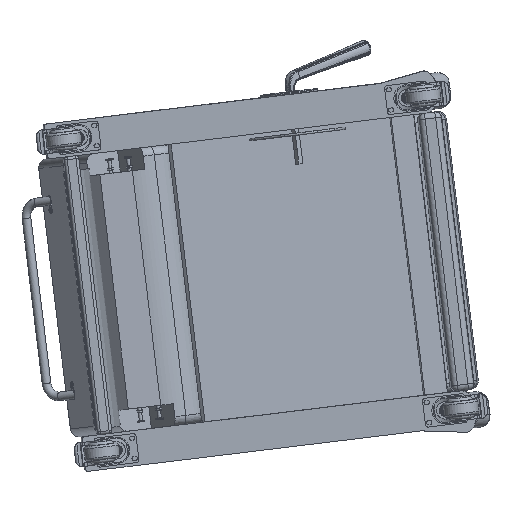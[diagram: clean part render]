
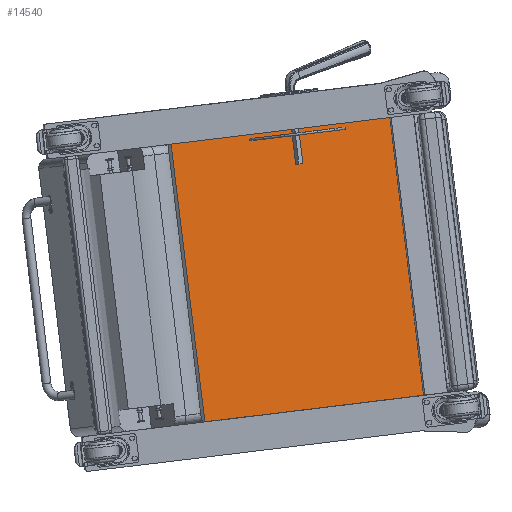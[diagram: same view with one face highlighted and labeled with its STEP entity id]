
A CAD part, front view. The second image highlights one B-rep face of the part: STEP entity #14540.
In plain terms, the highlighted face is planar.
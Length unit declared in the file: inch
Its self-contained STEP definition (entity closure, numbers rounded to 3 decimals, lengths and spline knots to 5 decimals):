
#2905=FACE_OUTER_BOUND('',#3858,.T.);
#3858=EDGE_LOOP('',(#11506,#11507,#11508,#11509));
#4889=LINE('',#26315,#5759);
#4896=LINE('',#26329,#5766);
#4898=LINE('',#26332,#5768);
#4904=LINE('',#26349,#5774);
#5759=VECTOR('',#19404,0.3937);
#5766=VECTOR('',#19413,0.3937);
#5768=VECTOR('',#19417,0.3937);
#5774=VECTOR('',#19433,0.3937);
#6797=VERTEX_POINT('',#26312);
#6798=VERTEX_POINT('',#26314);
#6803=VERTEX_POINT('',#26326);
#6804=VERTEX_POINT('',#26328);
#8470=EDGE_CURVE('',#6797,#6798,#4889,.T.);
#8477=EDGE_CURVE('',#6803,#6804,#4896,.T.);
#8479=EDGE_CURVE('',#6797,#6804,#4898,.T.);
#8485=EDGE_CURVE('',#6803,#6798,#4904,.T.);
#11506=ORIENTED_EDGE('',*,*,#8485,.T.);
#11507=ORIENTED_EDGE('',*,*,#8470,.F.);
#11508=ORIENTED_EDGE('',*,*,#8479,.T.);
#11509=ORIENTED_EDGE('',*,*,#8477,.F.);
#13958=PLANE('',#16291);
#14540=ADVANCED_FACE('',(#2905),#13958,.T.);
#16291=AXIS2_PLACEMENT_3D('',#26350,#19434,#19435);
#19404=DIRECTION('',(1.,0.,0.));
#19413=DIRECTION('',(-1.,0.,0.));
#19417=DIRECTION('',(0.,0.,-1.));
#19433=DIRECTION('',(0.,0.,1.));
#19434=DIRECTION('center_axis',(0.,-1.,0.));
#19435=DIRECTION('ref_axis',(1.,0.,0.));
#26312=CARTESIAN_POINT('',(-12.33407,-1.97439,12.));
#26314=CARTESIAN_POINT('',(6.68333,-1.97439,12.));
#26315=CARTESIAN_POINT('',(-12.33407,-1.97439,12.));
#26326=CARTESIAN_POINT('',(6.68333,-1.97439,-12.));
#26328=CARTESIAN_POINT('',(-12.33407,-1.97439,-12.));
#26329=CARTESIAN_POINT('',(-12.33407,-1.97439,-12.));
#26332=CARTESIAN_POINT('',(-12.33407,-1.97439,0.));
#26349=CARTESIAN_POINT('',(6.68333,-1.97439,0.));
#26350=CARTESIAN_POINT('Origin',(-12.33407,-1.97439,0.));
